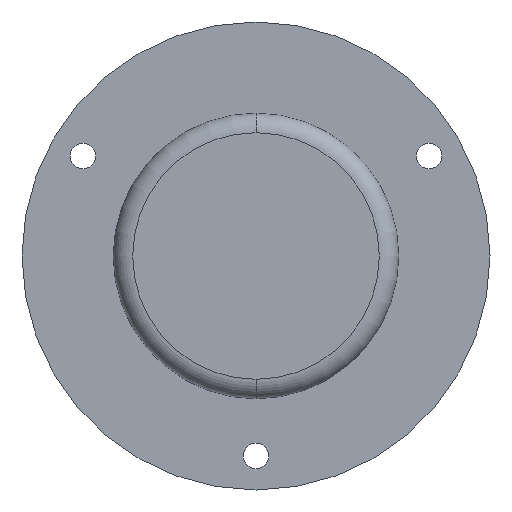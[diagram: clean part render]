
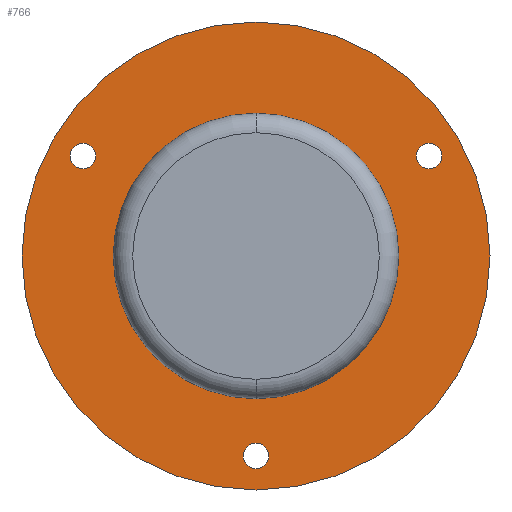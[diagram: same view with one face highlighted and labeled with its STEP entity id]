
A CAD part, front view. The second image highlights one B-rep face of the part: STEP entity #766.
In plain terms, the highlighted planar face has unit normal (0, -1, 0).
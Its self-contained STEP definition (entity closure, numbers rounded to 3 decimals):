
#6 = PLANE ( 'NONE',  #819 ) ;
#43 = AXIS2_PLACEMENT_3D ( 'NONE', #180, #230, #291 ) ;
#60 = CIRCLE ( 'NONE', #43, 14.65 ) ;
#64 = DIRECTION ( 'NONE',  ( 0., -1., 0. ) ) ;
#80 = CARTESIAN_POINT ( 'NONE',  ( 17.754, -15.8, 11.55 ) ) ;
#81 = FACE_BOUND ( 'NONE', #300, .T. ) ;
#89 = VERTEX_POINT ( 'NONE', #178 ) ;
#91 = DIRECTION ( 'NONE',  ( 0., -1., 0. ) ) ;
#100 = AXIS2_PLACEMENT_3D ( 'NONE', #622, #612, #490 ) ;
#110 = VERTEX_POINT ( 'NONE', #80 ) ;
#130 = AXIS2_PLACEMENT_3D ( 'NONE', #345, #91, #705 ) ;
#137 = CARTESIAN_POINT ( 'NONE',  ( -17.754, -15.8, 10.25 ) ) ;
#144 = CIRCLE ( 'NONE', #719, 1.3 ) ;
#155 = EDGE_CURVE ( 'NONE', #671, #588, #513, .T. ) ;
#164 = DIRECTION ( 'NONE',  ( 0., -1., 0. ) ) ;
#178 = CARTESIAN_POINT ( 'NONE',  ( -17.754, -15.8, 11.55 ) ) ;
#180 = CARTESIAN_POINT ( 'NONE',  ( 0., -15.8, 0. ) ) ;
#181 = EDGE_CURVE ( 'NONE', #435, #710, #531, .T. ) ;
#188 = ORIENTED_EDGE ( 'NONE', *, *, #609, .F. ) ;
#227 = FACE_BOUND ( 'NONE', #751, .T. ) ;
#230 = DIRECTION ( 'NONE',  ( 0., 1., 0. ) ) ;
#235 = ORIENTED_EDGE ( 'NONE', *, *, #442, .F. ) ;
#241 = EDGE_CURVE ( 'NONE', #686, #647, #656, .T. ) ;
#249 = EDGE_LOOP ( 'NONE', ( #674, #730 ) ) ;
#254 = DIRECTION ( 'NONE',  ( 0., 0., -1. ) ) ;
#270 = FACE_BOUND ( 'NONE', #649, .T. ) ;
#276 = AXIS2_PLACEMENT_3D ( 'NONE', #346, #581, #254 ) ;
#285 = ORIENTED_EDGE ( 'NONE', *, *, #155, .F. ) ;
#288 = FACE_OUTER_BOUND ( 'NONE', #564, .T. ) ;
#291 = DIRECTION ( 'NONE',  ( 0., 0., 1. ) ) ;
#300 = EDGE_LOOP ( 'NONE', ( #285, #486 ) ) ;
#308 = FACE_BOUND ( 'NONE', #249, .T. ) ;
#311 = CARTESIAN_POINT ( 'NONE',  ( 17.754, -15.8, 8.95 ) ) ;
#320 = CARTESIAN_POINT ( 'NONE',  ( 0., -15.8, -24. ) ) ;
#321 = CARTESIAN_POINT ( 'NONE',  ( 0., -15.8, -20.5 ) ) ;
#322 = CIRCLE ( 'NONE', #276, 1.3 ) ;
#329 = CARTESIAN_POINT ( 'NONE',  ( 0., -15.8, 0. ) ) ;
#331 = DIRECTION ( 'NONE',  ( 0., 0., 1. ) ) ;
#345 = CARTESIAN_POINT ( 'NONE',  ( -17.754, -15.8, 10.25 ) ) ;
#346 = CARTESIAN_POINT ( 'NONE',  ( 17.754, -15.8, 10.25 ) ) ;
#352 = DIRECTION ( 'NONE',  ( 0., -1., 0. ) ) ;
#353 = CARTESIAN_POINT ( 'NONE',  ( 0., -15.8, 24. ) ) ;
#357 = EDGE_CURVE ( 'NONE', #396, #110, #322, .T. ) ;
#369 = AXIS2_PLACEMENT_3D ( 'NONE', #653, #164, #556 ) ;
#375 = AXIS2_PLACEMENT_3D ( 'NONE', #137, #352, #601 ) ;
#385 = DIRECTION ( 'NONE',  ( 0., 0., -1. ) ) ;
#391 = AXIS2_PLACEMENT_3D ( 'NONE', #651, #421, #492 ) ;
#395 = DIRECTION ( 'NONE',  ( 0., 0., 1. ) ) ;
#396 = VERTEX_POINT ( 'NONE', #311 ) ;
#421 = DIRECTION ( 'NONE',  ( 0., -1., 0. ) ) ;
#435 = VERTEX_POINT ( 'NONE', #353 ) ;
#442 = EDGE_CURVE ( 'NONE', #89, #722, #697, .T. ) ;
#444 = CARTESIAN_POINT ( 'NONE',  ( -14.65, -15.8, 0. ) ) ;
#467 = ORIENTED_EDGE ( 'NONE', *, *, #357, .F. ) ;
#480 = CARTESIAN_POINT ( 'NONE',  ( 0., -15.8, -14.65 ) ) ;
#481 = EDGE_CURVE ( 'NONE', #710, #435, #761, .T. ) ;
#486 = ORIENTED_EDGE ( 'NONE', *, *, #718, .F. ) ;
#490 = DIRECTION ( 'NONE',  ( 0., 0., 1. ) ) ;
#492 = DIRECTION ( 'NONE',  ( 0., 0., -1. ) ) ;
#498 = CIRCLE ( 'NONE', #369, 1.3 ) ;
#509 = DIRECTION ( 'NONE',  ( 0., 0., -1. ) ) ;
#512 = AXIS2_PLACEMENT_3D ( 'NONE', #553, #706, #331 ) ;
#513 = CIRCLE ( 'NONE', #391, 1.3 ) ;
#525 = EDGE_CURVE ( 'NONE', #647, #686, #60, .T. ) ;
#531 = CIRCLE ( 'NONE', #512, 24. ) ;
#553 = CARTESIAN_POINT ( 'NONE',  ( 0., -15.8, 0. ) ) ;
#556 = DIRECTION ( 'NONE',  ( 0., 0., -1. ) ) ;
#564 = EDGE_LOOP ( 'NONE', ( #794, #639 ) ) ;
#581 = DIRECTION ( 'NONE',  ( 0., -1., 0. ) ) ;
#588 = VERTEX_POINT ( 'NONE', #691 ) ;
#598 = CARTESIAN_POINT ( 'NONE',  ( -17.754, -15.8, 8.95 ) ) ;
#601 = DIRECTION ( 'NONE',  ( 0., 0., -1. ) ) ;
#609 = EDGE_CURVE ( 'NONE', #110, #396, #498, .T. ) ;
#612 = DIRECTION ( 'NONE',  ( 0., 1., 0. ) ) ;
#616 = ORIENTED_EDGE ( 'NONE', *, *, #643, .F. ) ;
#620 = CIRCLE ( 'NONE', #375, 1.3 ) ;
#622 = CARTESIAN_POINT ( 'NONE',  ( 0., -15.8, 0. ) ) ;
#639 = ORIENTED_EDGE ( 'NONE', *, *, #481, .F. ) ;
#643 = EDGE_CURVE ( 'NONE', #722, #89, #620, .T. ) ;
#647 = VERTEX_POINT ( 'NONE', #480 ) ;
#649 = EDGE_LOOP ( 'NONE', ( #235, #616 ) ) ;
#651 = CARTESIAN_POINT ( 'NONE',  ( 0., -15.8, -20.5 ) ) ;
#653 = CARTESIAN_POINT ( 'NONE',  ( 17.754, -15.8, 10.25 ) ) ;
#656 = CIRCLE ( 'NONE', #799, 14.65 ) ;
#659 = CARTESIAN_POINT ( 'NONE',  ( 0., -15.8, -19.2 ) ) ;
#671 = VERTEX_POINT ( 'NONE', #659 ) ;
#674 = ORIENTED_EDGE ( 'NONE', *, *, #241, .T. ) ;
#686 = VERTEX_POINT ( 'NONE', #687 ) ;
#687 = CARTESIAN_POINT ( 'NONE',  ( 0., -15.8, 14.65 ) ) ;
#691 = CARTESIAN_POINT ( 'NONE',  ( 0., -15.8, -21.8 ) ) ;
#697 = CIRCLE ( 'NONE', #130, 1.3 ) ;
#705 = DIRECTION ( 'NONE',  ( 0., 0., -1. ) ) ;
#706 = DIRECTION ( 'NONE',  ( 0., 1., 0. ) ) ;
#710 = VERTEX_POINT ( 'NONE', #320 ) ;
#718 = EDGE_CURVE ( 'NONE', #588, #671, #144, .T. ) ;
#719 = AXIS2_PLACEMENT_3D ( 'NONE', #321, #757, #385 ) ;
#722 = VERTEX_POINT ( 'NONE', #598 ) ;
#730 = ORIENTED_EDGE ( 'NONE', *, *, #525, .T. ) ;
#751 = EDGE_LOOP ( 'NONE', ( #188, #467 ) ) ;
#755 = DIRECTION ( 'NONE',  ( 0., 1., 0. ) ) ;
#757 = DIRECTION ( 'NONE',  ( 0., -1., 0. ) ) ;
#761 = CIRCLE ( 'NONE', #100, 24. ) ;
#766 = ADVANCED_FACE ( 'NONE', ( #227, #270, #81, #308, #288 ), #6, .T. ) ;
#794 = ORIENTED_EDGE ( 'NONE', *, *, #181, .F. ) ;
#799 = AXIS2_PLACEMENT_3D ( 'NONE', #329, #755, #395 ) ;
#819 = AXIS2_PLACEMENT_3D ( 'NONE', #444, #64, #509 ) ;
